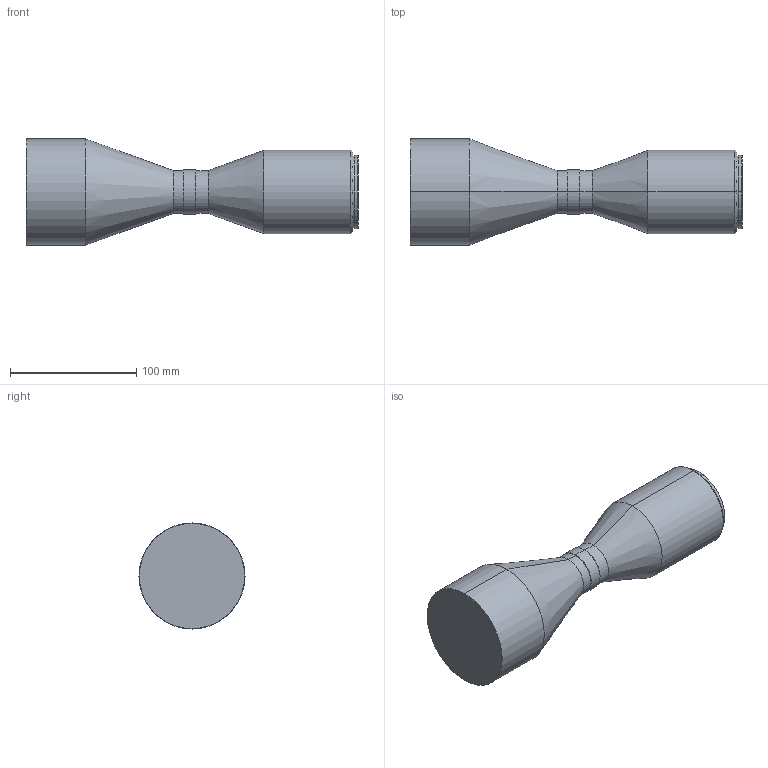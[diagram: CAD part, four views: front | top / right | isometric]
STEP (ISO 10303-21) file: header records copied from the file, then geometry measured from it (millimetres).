
FILE_DESCRIPTION (( 'STEP AP203' ), '1' );
FILE_NAME ('DTCM210-64H-M58-AL.STEP', '2019-11-21T09:22:04', ( 'Windows 蚚誧' ), ( '' ), 'SwSTEP 2.0', 'SolidWorks 2017', '' );
FILE_SCHEMA (( 'CONFIG_CONTROL_DESIGN' ));
Length unit declared in the file: millimetre
Products named in the file (1): DTCM210-64H-M58-AL
Bounding box: 263 x 84 x 84 mm (x, y, z)
Volume: 829720.4 mm3; surface area: 60783.2 mm2
Topology: 1 solids, 1 shells, 30 faces, 58 edges, 34 vertices
Faces by surface type: cylinder 14, cone 10, plane 6
Entity records: 841 total; most frequent: DIRECTION 154, CARTESIAN_POINT 123, ORIENTED_EDGE 116, AXIS2_PLACEMENT_3D 65, EDGE_CURVE 58, VERTEX_POINT 34, CIRCLE 34, EDGE_LOOP 34
